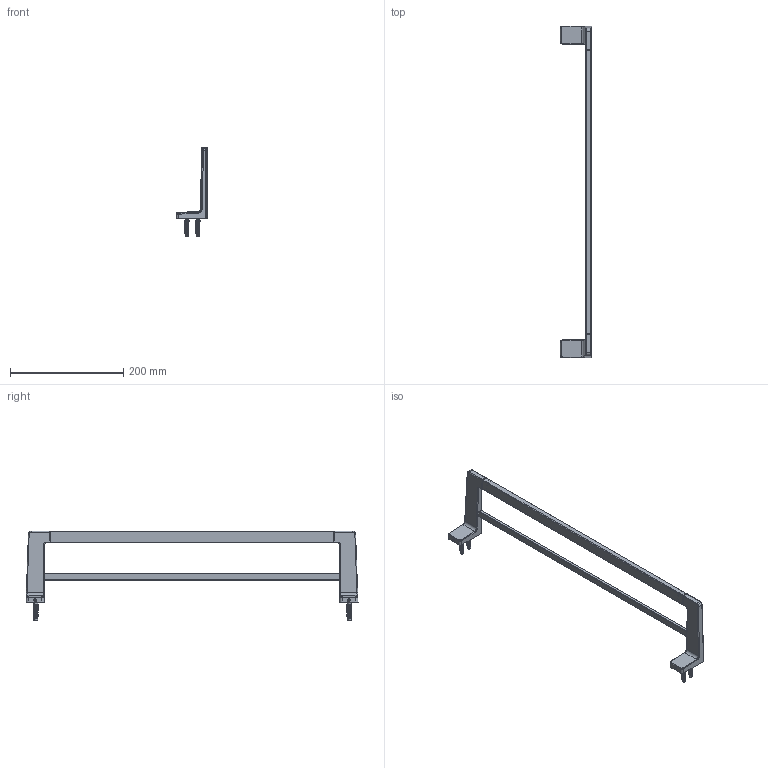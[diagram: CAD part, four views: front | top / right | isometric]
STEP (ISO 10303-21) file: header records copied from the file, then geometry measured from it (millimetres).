
FILE_DESCRIPTION((''),'2;1');
FILE_NAME('67002_ASM','2017-10-05T',('Administrator'),(''),'PRO/ENGINEER BY PARAMETRIC TECHNOLOGY CORPORATION, 2013410','PRO/ENGINEER BY PARAMETRIC TECHNOLOGY CORPORATION, 2013410','');
FILE_SCHEMA(('CONFIG_CONTROL_DESIGN'));
Length unit declared in the file: millimetre
Products named in the file (13): P705120; 675200; 675140; 675141; 675000; SJ-PJ-06; DIBAN_ASM; NJ5X8; 675200_ASM; 675210; 675210_ASM; 676220; 67002_ASM
Assembly tree (17 placements, depth 4):
  67002_ASM
    P705120
    675200_ASM
      675200
      675140
      675141
      DIBAN_ASM
        675000
        SJ-PJ-06  x2
      NJ5X8
    675210_ASM
      675210
      675140
      675141
      DIBAN_ASM
        675000
        SJ-PJ-06  x2
      NJ5X8
    676220
Bounding box: 55.1 x 586 x 157.61 mm (x, y, z)
Volume: 105457.1 mm3; surface area: 155414.4 mm2
Topology: 16 solids, 16 shells, 1336 faces, 3562 edges, 2270 vertices
Faces by surface type: plane 620, cylinder 382, bspline 154, torus 104, cone 60, sphere 16
Entity records: 23954 total; most frequent: CARTESIAN_POINT 8617, ORIENTED_EDGE 3278, DIRECTION 3023, EDGE_CURVE 1639, AXIS2_PLACEMENT_3D 1097, VERTEX_POINT 1032, VECTOR 829, LINE 829
